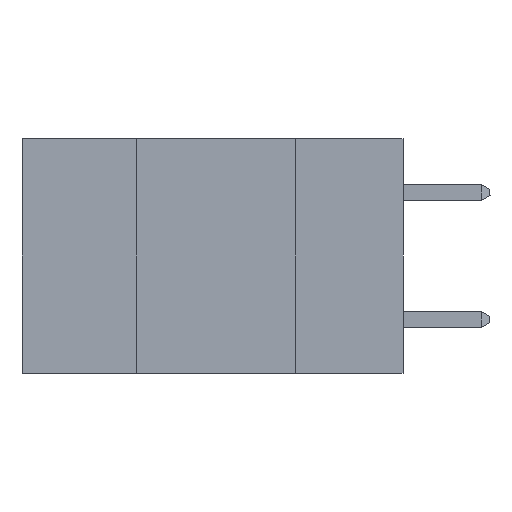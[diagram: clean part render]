
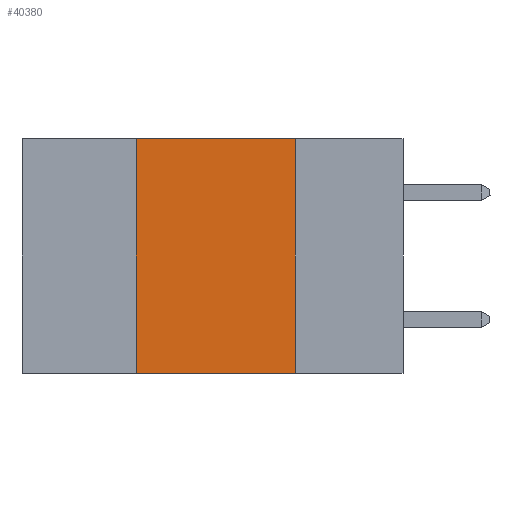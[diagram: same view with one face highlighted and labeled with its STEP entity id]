
A CAD part, left-side view. The second image highlights one B-rep face of the part: STEP entity #40380.
In plain terms, the highlighted planar face has unit normal (-1, 0, 0).
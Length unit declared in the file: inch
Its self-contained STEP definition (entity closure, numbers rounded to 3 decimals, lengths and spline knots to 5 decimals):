
#1096 = VECTOR ( 'NONE', #38603, 39.37008 ) ;
#4524 = ORIENTED_EDGE ( 'NONE', *, *, #9219, .F. ) ;
#4602 = CARTESIAN_POINT ( 'NONE',  ( 0., 0.6, 0. ) ) ;
#5011 = FACE_OUTER_BOUND ( 'NONE', #31357, .T. ) ;
#5219 = DIRECTION ( 'NONE',  ( 0., 0., -1. ) ) ;
#5384 = DIRECTION ( 'NONE',  ( 0., -1., 0. ) ) ;
#5540 = AXIS2_PLACEMENT_3D ( 'NONE', #4602, #36618, #5219 ) ;
#6571 = EDGE_CURVE ( 'NONE', #34220, #23205, #23247, .T. ) ;
#6797 = LINE ( 'NONE', #22682, #34080 ) ;
#9219 = EDGE_CURVE ( 'NONE', #15006, #37685, #31912, .T. ) ;
#9538 = DIRECTION ( 'NONE',  ( 0., -1., 0. ) ) ;
#11215 = ORIENTED_EDGE ( 'NONE', *, *, #37390, .F. ) ;
#11958 = VECTOR ( 'NONE', #5384, 39.37008 ) ;
#15006 = VERTEX_POINT ( 'NONE', #40246 ) ;
#16040 = CARTESIAN_POINT ( 'NONE',  ( 0., 0.42, -0.37 ) ) ;
#16982 = DIRECTION ( 'NONE',  ( 0., 0., 1. ) ) ;
#17774 = PLANE ( 'NONE',  #5540 ) ;
#18343 = LINE ( 'NONE', #27977, #11958 ) ;
#18477 = CARTESIAN_POINT ( 'NONE',  ( 0., 0.17, -0.37 ) ) ;
#22682 = CARTESIAN_POINT ( 'NONE',  ( 0., 0.6, 0. ) ) ;
#23205 = VERTEX_POINT ( 'NONE', #24253 ) ;
#23247 = LINE ( 'NONE', #33305, #35122 ) ;
#24253 = CARTESIAN_POINT ( 'NONE',  ( 0., 0.42, 0. ) ) ;
#25737 = ORIENTED_EDGE ( 'NONE', *, *, #6571, .F. ) ;
#25821 = CARTESIAN_POINT ( 'NONE',  ( 0., 0.17, 0. ) ) ;
#27977 = CARTESIAN_POINT ( 'NONE',  ( 0., 0.6, -0.37 ) ) ;
#31357 = EDGE_LOOP ( 'NONE', ( #4524, #11215, #25737, #35731 ) ) ;
#31912 = LINE ( 'NONE', #25821, #1096 ) ;
#33305 = CARTESIAN_POINT ( 'NONE',  ( 0., 0.42, 0. ) ) ;
#34080 = VECTOR ( 'NONE', #9538, 39.37008 ) ;
#34088 = EDGE_CURVE ( 'NONE', #34220, #37685, #18343, .T. ) ;
#34220 = VERTEX_POINT ( 'NONE', #16040 ) ;
#35122 = VECTOR ( 'NONE', #16982, 39.37008 ) ;
#35731 = ORIENTED_EDGE ( 'NONE', *, *, #34088, .T. ) ;
#36618 = DIRECTION ( 'NONE',  ( 1., 0., 0. ) ) ;
#37390 = EDGE_CURVE ( 'NONE', #23205, #15006, #6797, .T. ) ;
#37685 = VERTEX_POINT ( 'NONE', #18477 ) ;
#38603 = DIRECTION ( 'NONE',  ( 0., 0., -1. ) ) ;
#40246 = CARTESIAN_POINT ( 'NONE',  ( 0., 0.17, 0. ) ) ;
#40380 = ADVANCED_FACE ( 'NONE', ( #5011 ), #17774, .F. ) ;
